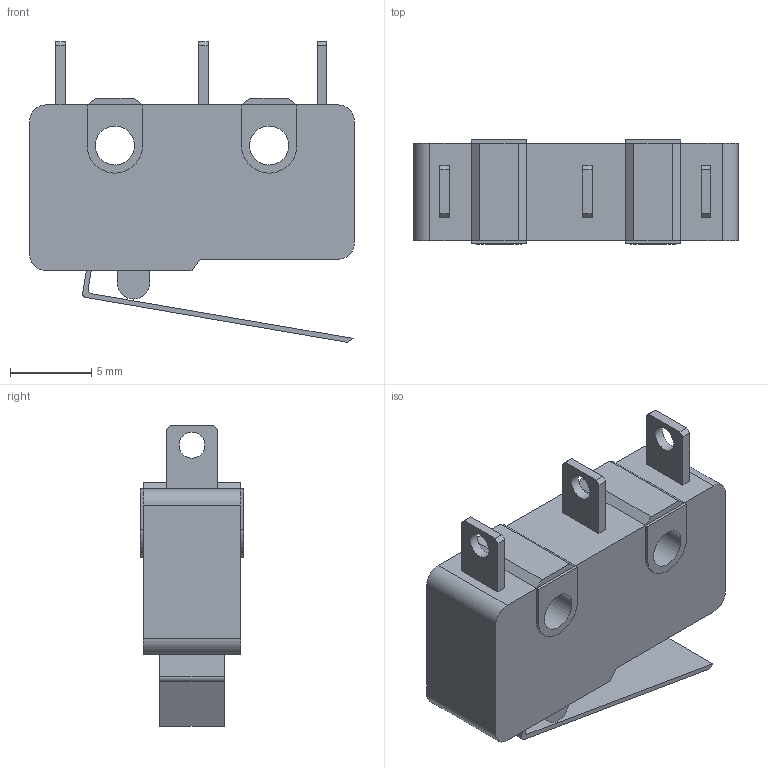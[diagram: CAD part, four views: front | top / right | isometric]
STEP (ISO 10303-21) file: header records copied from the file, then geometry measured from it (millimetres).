
FILE_DESCRIPTION(/* description */ (''),/* implementation_level */ '2;1');
FILE_NAME(/* name */ 'Pololu #1402 Snap-Action Switch.stp',/* time_stamp */ '2013-12-20T21:41:54+10:00',/* author */ ('JustinIndra'),/* organization */ (''),/* preprocessor_version */ 'ST-DEVELOPER v15.2',/* originating_system */ 'Autodesk Inventor 2014',/* authorisation */ '');
FILE_SCHEMA (('AUTOMOTIVE_DESIGN { 1 0 10303 214 3 1 1 }'));
Length unit declared in the file: millimetre
Products named in the file (1): #2482
Bounding box: 20 x 6.4 x 18.52 mm (x, y, z)
Volume: 1196.8 mm3; surface area: 1097 mm2
Topology: 1 solids, 1 shells, 84 faces, 207 edges, 130 vertices
Faces by surface type: plane 68, cylinder 16
Full cylindrical faces by diameter (mm): 1.6 x3, 2.4 x2
Entity records: 2487 total; most frequent: CARTESIAN_POINT 417, ORIENTED_EDGE 404, DIRECTION 404, EDGE_CURVE 202, LINE 170, VECTOR 170, VERTEX_POINT 130, AXIS2_PLACEMENT_3D 117
